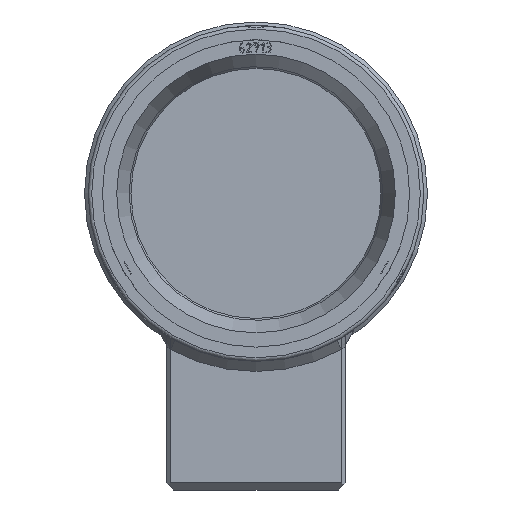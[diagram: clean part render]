
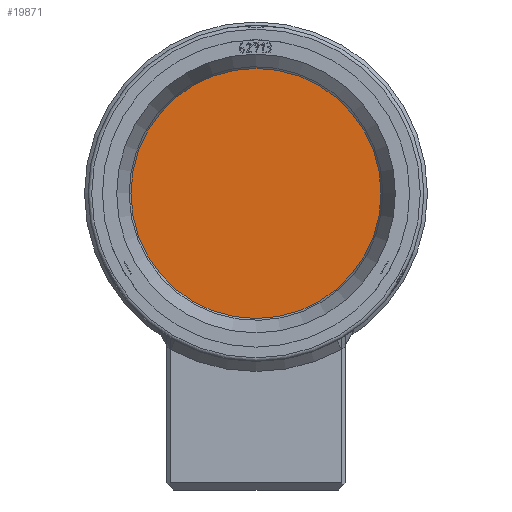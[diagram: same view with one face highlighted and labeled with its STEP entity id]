
A CAD part, left-side view. The second image highlights one B-rep face of the part: STEP entity #19871.
In plain terms, the highlighted face is planar.
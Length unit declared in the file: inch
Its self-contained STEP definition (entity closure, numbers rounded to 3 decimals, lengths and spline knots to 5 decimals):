
#2395=PLANE('',#21986);
#2834=CIRCLE('',#21985,19.5);
#4015=FACE_OUTER_BOUND('',#5315,.T.);
#5315=EDGE_LOOP('',(#15159));
#8869=VERTEX_POINT('',#33152);
#11113=EDGE_CURVE('',#8869,#8869,#2834,.T.);
#15159=ORIENTED_EDGE('',*,*,#11113,.T.);
#19871=ADVANCED_FACE('',(#4015),#2395,.T.);
#21985=AXIS2_PLACEMENT_3D('',#33153,#24970,#24971);
#21986=AXIS2_PLACEMENT_3D('',#33155,#24973,#24974);
#24970=DIRECTION('center_axis',(1.,0.,0.));
#24971=DIRECTION('ref_axis',(0.,0.,-1.));
#24973=DIRECTION('center_axis',(1.,0.,0.));
#24974=DIRECTION('ref_axis',(0.,0.,-1.));
#33152=CARTESIAN_POINT('',(10.,-19.5,0.));
#33153=CARTESIAN_POINT('Origin',(10.,0.,0.));
#33155=CARTESIAN_POINT('Origin',(10.,0.,0.));
